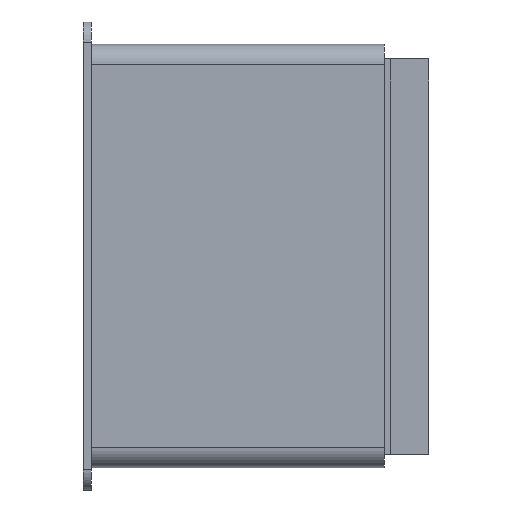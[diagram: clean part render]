
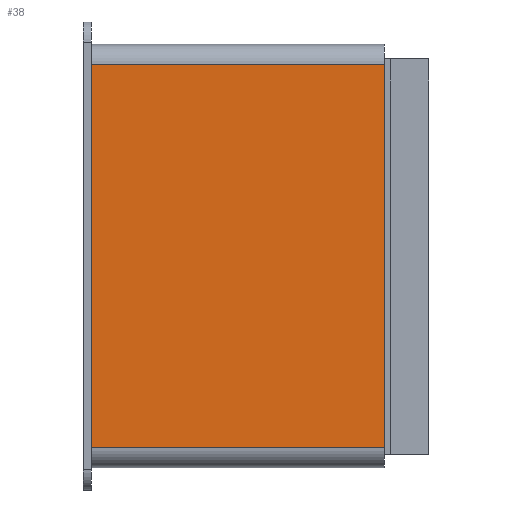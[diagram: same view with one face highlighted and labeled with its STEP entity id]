
A CAD part, front view. The second image highlights one B-rep face of the part: STEP entity #38.
In plain terms, the highlighted planar face has unit normal (0, -1, 0).
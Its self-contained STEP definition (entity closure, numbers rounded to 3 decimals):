
#22 = DIRECTION ( 'NONE',  ( 0., 0., -1. ) ) ;
#34 = CARTESIAN_POINT ( 'NONE',  ( 72., -19.877, 36.272 ) ) ;
#35 = CARTESIAN_POINT ( 'NONE',  ( 72., -19.877, 36.272 ) ) ;
#38 = ADVANCED_FACE ( 'NONE', ( #532 ), #747, .F. ) ;
#40 = VECTOR ( 'NONE', #22, 1000. ) ;
#57 = VERTEX_POINT ( 'NONE', #397 ) ;
#135 = ORIENTED_EDGE ( 'NONE', *, *, #751, .T. ) ;
#146 = LINE ( 'NONE', #293, #553 ) ;
#164 = CARTESIAN_POINT ( 'NONE',  ( 0., -19.877, 36.272 ) ) ;
#283 = LINE ( 'NONE', #623, #484 ) ;
#293 = CARTESIAN_POINT ( 'NONE',  ( 72., -19.877, 36.272 ) ) ;
#308 = VERTEX_POINT ( 'NONE', #35 ) ;
#397 = CARTESIAN_POINT ( 'NONE',  ( 72., -19.877, -57.728 ) ) ;
#427 = LINE ( 'NONE', #164, #40 ) ;
#460 = DIRECTION ( 'NONE',  ( 0., 1., 0. ) ) ;
#482 = DIRECTION ( 'NONE',  ( 0., 0., -1. ) ) ;
#484 = VECTOR ( 'NONE', #833, 1000. ) ;
#502 = LINE ( 'NONE', #34, #509 ) ;
#509 = VECTOR ( 'NONE', #713, 1000. ) ;
#532 = FACE_OUTER_BOUND ( 'NONE', #631, .T. ) ;
#553 = VECTOR ( 'NONE', #482, 1000. ) ;
#570 = ORIENTED_EDGE ( 'NONE', *, *, #665, .F. ) ;
#612 = CARTESIAN_POINT ( 'NONE',  ( 0., -19.877, 36.272 ) ) ;
#613 = DIRECTION ( 'NONE',  ( 0., 0., 1. ) ) ;
#623 = CARTESIAN_POINT ( 'NONE',  ( 72., -19.877, -57.728 ) ) ;
#625 = AXIS2_PLACEMENT_3D ( 'NONE', #802, #460, #613 ) ;
#631 = EDGE_LOOP ( 'NONE', ( #135, #739, #570, #693 ) ) ;
#665 = EDGE_CURVE ( 'NONE', #308, #57, #146, .T. ) ;
#693 = ORIENTED_EDGE ( 'NONE', *, *, #796, .T. ) ;
#703 = EDGE_CURVE ( 'NONE', #57, #822, #283, .T. ) ;
#713 = DIRECTION ( 'NONE',  ( -1., 0., 0. ) ) ;
#739 = ORIENTED_EDGE ( 'NONE', *, *, #703, .F. ) ;
#747 = PLANE ( 'NONE',  #625 ) ;
#751 = EDGE_CURVE ( 'NONE', #778, #822, #427, .T. ) ;
#778 = VERTEX_POINT ( 'NONE', #612 ) ;
#780 = CARTESIAN_POINT ( 'NONE',  ( 0., -19.877, -57.728 ) ) ;
#796 = EDGE_CURVE ( 'NONE', #308, #778, #502, .T. ) ;
#802 = CARTESIAN_POINT ( 'NONE',  ( 72., -19.877, 36.272 ) ) ;
#822 = VERTEX_POINT ( 'NONE', #780 ) ;
#833 = DIRECTION ( 'NONE',  ( -1., 0., 0. ) ) ;
